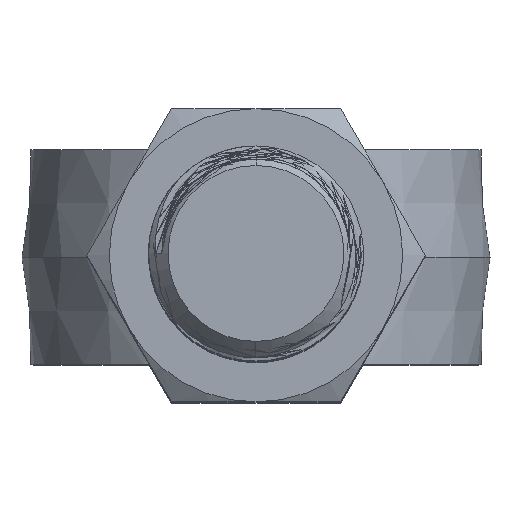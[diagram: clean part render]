
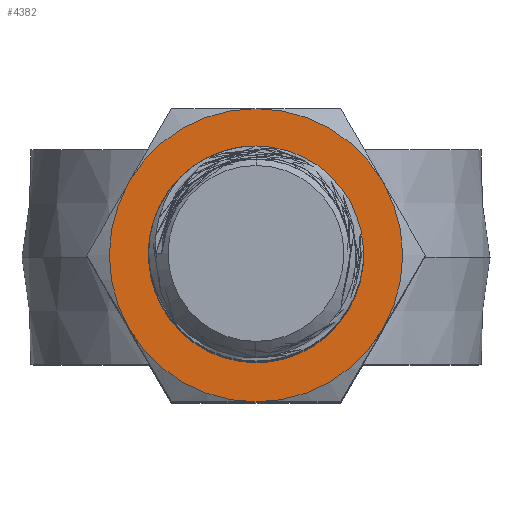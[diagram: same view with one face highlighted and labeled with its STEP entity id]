
A CAD part, top view. The second image highlights one B-rep face of the part: STEP entity #4382.
In plain terms, the highlighted face is planar.
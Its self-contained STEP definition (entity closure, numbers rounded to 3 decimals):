
#27 = DIRECTION ( 'NONE',  ( 0., 0., 1. ) ) ;
#140 = DIRECTION ( 'NONE',  ( 0., 0., 1. ) ) ;
#188 = EDGE_CURVE ( 'NONE', #13253, #9261, #10093, .T. ) ;
#218 = DIRECTION ( 'NONE',  ( -1., 0., 0. ) ) ;
#278 = AXIS2_PLACEMENT_3D ( 'NONE', #2276, #12800, #8601 ) ;
#871 = AXIS2_PLACEMENT_3D ( 'NONE', #10940, #14879, #14704 ) ;
#1180 = VERTEX_POINT ( 'NONE', #8203 ) ;
#1606 = VERTEX_POINT ( 'NONE', #4357 ) ;
#1641 = CARTESIAN_POINT ( 'NONE',  ( 10., 0., -19. ) ) ;
#1950 = CIRCLE ( 'NONE', #871, 15. ) ;
#1966 = ORIENTED_EDGE ( 'NONE', *, *, #6556, .F. ) ;
#2276 = CARTESIAN_POINT ( 'NONE',  ( 0., 0., -19. ) ) ;
#2785 = EDGE_CURVE ( 'NONE', #10754, #9045, #9852, .T. ) ;
#3352 = DIRECTION ( 'NONE',  ( -1., 0., 0. ) ) ;
#3778 = DIRECTION ( 'NONE',  ( 0., 0., 1. ) ) ;
#3836 = ORIENTED_EDGE ( 'NONE', *, *, #11688, .F. ) ;
#3906 = DIRECTION ( 'NONE',  ( 0., 0., 1. ) ) ;
#4055 = ORIENTED_EDGE ( 'NONE', *, *, #5323, .T. ) ;
#4103 = ORIENTED_EDGE ( 'NONE', *, *, #188, .T. ) ;
#4131 = CARTESIAN_POINT ( 'NONE',  ( 0., 0., -19. ) ) ;
#4357 = CARTESIAN_POINT ( 'NONE',  ( 7.5, -12.99, -19. ) ) ;
#4382 = ADVANCED_FACE ( 'NONE', ( #5022, #16661 ), #7573, .T. ) ;
#4394 = CARTESIAN_POINT ( 'NONE',  ( 0., 0., -19. ) ) ;
#4822 = CARTESIAN_POINT ( 'NONE',  ( -15., 0., -19. ) ) ;
#4824 = ORIENTED_EDGE ( 'NONE', *, *, #2785, .F. ) ;
#4982 = CIRCLE ( 'NONE', #11022, 15. ) ;
#5022 = FACE_BOUND ( 'NONE', #5522, .T. ) ;
#5099 = DIRECTION ( 'NONE',  ( -1., 0., 0. ) ) ;
#5323 = EDGE_CURVE ( 'NONE', #9261, #13253, #14002, .T. ) ;
#5522 = EDGE_LOOP ( 'NONE', ( #4103, #4055 ) ) ;
#5575 = EDGE_CURVE ( 'NONE', #9045, #1606, #4982, .T. ) ;
#5709 = ORIENTED_EDGE ( 'NONE', *, *, #5575, .F. ) ;
#5835 = AXIS2_PLACEMENT_3D ( 'NONE', #6366, #3906, #13057 ) ;
#6182 = CARTESIAN_POINT ( 'NONE',  ( -7.5, -12.99, -19. ) ) ;
#6295 = CARTESIAN_POINT ( 'NONE',  ( 0., 17.321, -19. ) ) ;
#6366 = CARTESIAN_POINT ( 'NONE',  ( 0., 0., -19. ) ) ;
#6377 = ORIENTED_EDGE ( 'NONE', *, *, #12973, .F. ) ;
#6556 = EDGE_CURVE ( 'NONE', #1606, #9819, #16506, .T. ) ;
#7573 = PLANE ( 'NONE',  #11766 ) ;
#7605 = DIRECTION ( 'NONE',  ( -1., 0., 0. ) ) ;
#8203 = CARTESIAN_POINT ( 'NONE',  ( 7.5, 12.99, -19. ) ) ;
#8601 = DIRECTION ( 'NONE',  ( -1., 0., 0. ) ) ;
#8811 = DIRECTION ( 'NONE',  ( 0., 0., 1. ) ) ;
#9045 = VERTEX_POINT ( 'NONE', #6182 ) ;
#9199 = CARTESIAN_POINT ( 'NONE',  ( 15., 0., -19. ) ) ;
#9261 = VERTEX_POINT ( 'NONE', #9827 ) ;
#9617 = CARTESIAN_POINT ( 'NONE',  ( 0., 0., -19. ) ) ;
#9819 = VERTEX_POINT ( 'NONE', #9199 ) ;
#9827 = CARTESIAN_POINT ( 'NONE',  ( -10., 0., -19. ) ) ;
#9852 = CIRCLE ( 'NONE', #10960, 15. ) ;
#10093 = CIRCLE ( 'NONE', #278, 10. ) ;
#10536 = CARTESIAN_POINT ( 'NONE',  ( 0., 0., -19. ) ) ;
#10720 = AXIS2_PLACEMENT_3D ( 'NONE', #10536, #3778, #14215 ) ;
#10754 = VERTEX_POINT ( 'NONE', #4822 ) ;
#10940 = CARTESIAN_POINT ( 'NONE',  ( 0., 0., -19. ) ) ;
#10960 = AXIS2_PLACEMENT_3D ( 'NONE', #9617, #140, #218 ) ;
#11022 = AXIS2_PLACEMENT_3D ( 'NONE', #4394, #11387, #3352 ) ;
#11387 = DIRECTION ( 'NONE',  ( 0., 0., 1. ) ) ;
#11688 = EDGE_CURVE ( 'NONE', #9819, #1180, #1950, .T. ) ;
#11698 = DIRECTION ( 'NONE',  ( 0., 0., -1. ) ) ;
#11766 = AXIS2_PLACEMENT_3D ( 'NONE', #6295, #11698, #5099 ) ;
#11821 = CARTESIAN_POINT ( 'NONE',  ( -7.5, 12.99, -19. ) ) ;
#12077 = CIRCLE ( 'NONE', #15629, 15. ) ;
#12800 = DIRECTION ( 'NONE',  ( 0., 0., 1. ) ) ;
#12973 = EDGE_CURVE ( 'NONE', #1180, #13111, #16177, .T. ) ;
#13057 = DIRECTION ( 'NONE',  ( -1., 0., 0. ) ) ;
#13111 = VERTEX_POINT ( 'NONE', #11821 ) ;
#13253 = VERTEX_POINT ( 'NONE', #1641 ) ;
#13271 = ORIENTED_EDGE ( 'NONE', *, *, #14413, .F. ) ;
#13982 = AXIS2_PLACEMENT_3D ( 'NONE', #4131, #27, #15672 ) ;
#14002 = CIRCLE ( 'NONE', #10720, 10. ) ;
#14209 = EDGE_LOOP ( 'NONE', ( #4824, #13271, #6377, #3836, #1966, #5709 ) ) ;
#14215 = DIRECTION ( 'NONE',  ( -1., 0., 0. ) ) ;
#14413 = EDGE_CURVE ( 'NONE', #13111, #10754, #12077, .T. ) ;
#14704 = DIRECTION ( 'NONE',  ( 1., 0., 0. ) ) ;
#14879 = DIRECTION ( 'NONE',  ( 0., 0., 1. ) ) ;
#15629 = AXIS2_PLACEMENT_3D ( 'NONE', #16857, #8811, #7605 ) ;
#15672 = DIRECTION ( 'NONE',  ( -1., 0., 0. ) ) ;
#16177 = CIRCLE ( 'NONE', #13982, 15. ) ;
#16506 = CIRCLE ( 'NONE', #5835, 15. ) ;
#16661 = FACE_OUTER_BOUND ( 'NONE', #14209, .T. ) ;
#16857 = CARTESIAN_POINT ( 'NONE',  ( 0., 0., -19. ) ) ;
